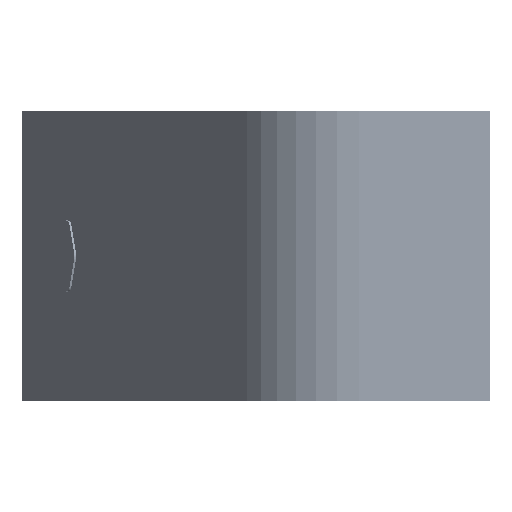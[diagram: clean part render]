
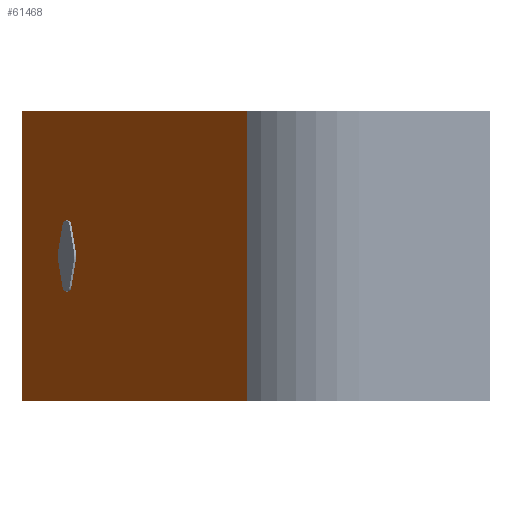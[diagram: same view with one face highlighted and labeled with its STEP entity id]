
A CAD part, left-side view. The second image highlights one B-rep face of the part: STEP entity #61468.
In plain terms, the highlighted planar face has unit normal (-0.574, 0.819, 0).
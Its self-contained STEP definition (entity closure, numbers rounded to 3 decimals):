
#2089 = CARTESIAN_POINT ( 'NONE',  ( -93.691, 7.956, 100. ) ) ;
#2178 = EDGE_CURVE ( 'NONE', #103406, #125821, #107090, .T. ) ;
#4230 = LINE ( 'NONE', #2089, #100473 ) ;
#9257 = CIRCLE ( 'NONE', #116494, 9. ) ;
#10918 = AXIS2_PLACEMENT_3D ( 'NONE', #70759, #27684, #116733 ) ;
#12922 = CIRCLE ( 'NONE', #122411, 1. ) ;
#13090 = DIRECTION ( 'NONE',  ( -0.574, 0.819, 0. ) ) ;
#13182 = EDGE_CURVE ( 'NONE', #56666, #108599, #88355, .T. ) ;
#18661 = CARTESIAN_POINT ( 'NONE',  ( 127.48, 162.821, 99. ) ) ;
#20096 = LINE ( 'NONE', #64656, #31753 ) ;
#23434 = CARTESIAN_POINT ( 'NONE',  ( 126.661, 162.248, 100. ) ) ;
#27570 = DIRECTION ( 'NONE',  ( 0.819, 0.574, 0. ) ) ;
#27684 = DIRECTION ( 'NONE',  ( 0.574, -0.819, 0. ) ) ;
#28396 = FACE_OUTER_BOUND ( 'NONE', #136402, .T. ) ;
#30274 = ORIENTED_EDGE ( 'NONE', *, *, #134503, .F. ) ;
#31261 = CARTESIAN_POINT ( 'NONE',  ( 126.661, 162.248, 99. ) ) ;
#31753 = VECTOR ( 'NONE', #107718, 1000. ) ;
#35505 = ORIENTED_EDGE ( 'NONE', *, *, #135605, .F. ) ;
#35730 = DIRECTION ( 'NONE',  ( -0.819, -0.574, 0. ) ) ;
#37591 = VERTEX_POINT ( 'NONE', #66249 ) ;
#53920 = DIRECTION ( 'NONE',  ( 0.574, -0.819, 0. ) ) ;
#54061 = CARTESIAN_POINT ( 'NONE',  ( -93.691, 7.956, -500000. ) ) ;
#54240 = CARTESIAN_POINT ( 'NONE',  ( 126.661, 162.248, -100. ) ) ;
#56666 = VERTEX_POINT ( 'NONE', #105337 ) ;
#56985 = EDGE_CURVE ( 'NONE', #80269, #133890, #87735, .T. ) ;
#57080 = CARTESIAN_POINT ( 'NONE',  ( 82.427, 131.275, 0. ) ) ;
#57460 = DIRECTION ( 'NONE',  ( 0.819, 0.574, 0. ) ) ;
#57922 = CARTESIAN_POINT ( 'NONE',  ( 89.799, 136.437, 0. ) ) ;
#60015 = DIRECTION ( 'NONE',  ( 0.574, -0.819, 0. ) ) ;
#61468 = ADVANCED_FACE ( 'NONE', ( #126227, #28396 ), #83209, .F. ) ;
#61618 = ORIENTED_EDGE ( 'NONE', *, *, #56985, .F. ) ;
#64656 = CARTESIAN_POINT ( 'NONE',  ( 127.48, 162.821, -500000. ) ) ;
#66146 = ORIENTED_EDGE ( 'NONE', *, *, #2178, .F. ) ;
#66249 = CARTESIAN_POINT ( 'NONE',  ( 127.48, 162.821, -99. ) ) ;
#67018 = DIRECTION ( 'NONE',  ( -0.819, -0.574, 0. ) ) ;
#69494 = CARTESIAN_POINT ( 'NONE',  ( 126.661, 162.248, -99. ) ) ;
#70759 = CARTESIAN_POINT ( 'NONE',  ( 16.895, 85.388, -500000. ) ) ;
#74700 = VECTOR ( 'NONE', #57460, 1000. ) ;
#78534 = ORIENTED_EDGE ( 'NONE', *, *, #109681, .F. ) ;
#80269 = VERTEX_POINT ( 'NONE', #57922 ) ;
#81895 = DIRECTION ( 'NONE',  ( 0.819, 0.574, 0. ) ) ;
#83209 = PLANE ( 'NONE',  #10918 ) ;
#84821 = EDGE_CURVE ( 'NONE', #56666, #125821, #4230, .T. ) ;
#86543 = ORIENTED_EDGE ( 'NONE', *, *, #93587, .F. ) ;
#87735 = CIRCLE ( 'NONE', #90041, 9. ) ;
#88355 = LINE ( 'NONE', #54061, #131589 ) ;
#90041 = AXIS2_PLACEMENT_3D ( 'NONE', #57080, #101591, #113984 ) ;
#93162 = LINE ( 'NONE', #125268, #74700 ) ;
#93587 = EDGE_CURVE ( 'NONE', #37591, #103406, #20096, .T. ) ;
#97064 = ORIENTED_EDGE ( 'NONE', *, *, #84821, .T. ) ;
#100473 = VECTOR ( 'NONE', #27570, 1000. ) ;
#101591 = DIRECTION ( 'NONE',  ( -0.574, 0.819, 0. ) ) ;
#103406 = VERTEX_POINT ( 'NONE', #18661 ) ;
#105337 = CARTESIAN_POINT ( 'NONE',  ( -93.691, 7.956, 100. ) ) ;
#107090 = CIRCLE ( 'NONE', #144387, 1. ) ;
#107718 = DIRECTION ( 'NONE',  ( 0., 0., 1. ) ) ;
#108599 = VERTEX_POINT ( 'NONE', #112397 ) ;
#109681 = EDGE_CURVE ( 'NONE', #143285, #37591, #12922, .T. ) ;
#112397 = CARTESIAN_POINT ( 'NONE',  ( -93.691, 7.956, -100. ) ) ;
#113984 = DIRECTION ( 'NONE',  ( -0.819, -0.574, 0. ) ) ;
#116494 = AXIS2_PLACEMENT_3D ( 'NONE', #136424, #13090, #35730 ) ;
#116733 = DIRECTION ( 'NONE',  ( 0.819, 0.574, 0. ) ) ;
#118751 = EDGE_LOOP ( 'NONE', ( #35505, #61618 ) ) ;
#122411 = AXIS2_PLACEMENT_3D ( 'NONE', #69494, #60015, #81895 ) ;
#125268 = CARTESIAN_POINT ( 'NONE',  ( -93.691, 7.956, -100. ) ) ;
#125821 = VERTEX_POINT ( 'NONE', #23434 ) ;
#126227 = FACE_BOUND ( 'NONE', #118751, .T. ) ;
#131589 = VECTOR ( 'NONE', #132830, 1000. ) ;
#132830 = DIRECTION ( 'NONE',  ( 0., 0., -1. ) ) ;
#133890 = VERTEX_POINT ( 'NONE', #140944 ) ;
#134503 = EDGE_CURVE ( 'NONE', #108599, #143285, #93162, .T. ) ;
#135605 = EDGE_CURVE ( 'NONE', #133890, #80269, #9257, .T. ) ;
#136402 = EDGE_LOOP ( 'NONE', ( #66146, #86543, #78534, #30274, #142901, #97064 ) ) ;
#136424 = CARTESIAN_POINT ( 'NONE',  ( 82.427, 131.275, 0. ) ) ;
#140944 = CARTESIAN_POINT ( 'NONE',  ( 75.055, 126.112, 0. ) ) ;
#142901 = ORIENTED_EDGE ( 'NONE', *, *, #13182, .F. ) ;
#143285 = VERTEX_POINT ( 'NONE', #54240 ) ;
#144387 = AXIS2_PLACEMENT_3D ( 'NONE', #31261, #53920, #67018 ) ;
